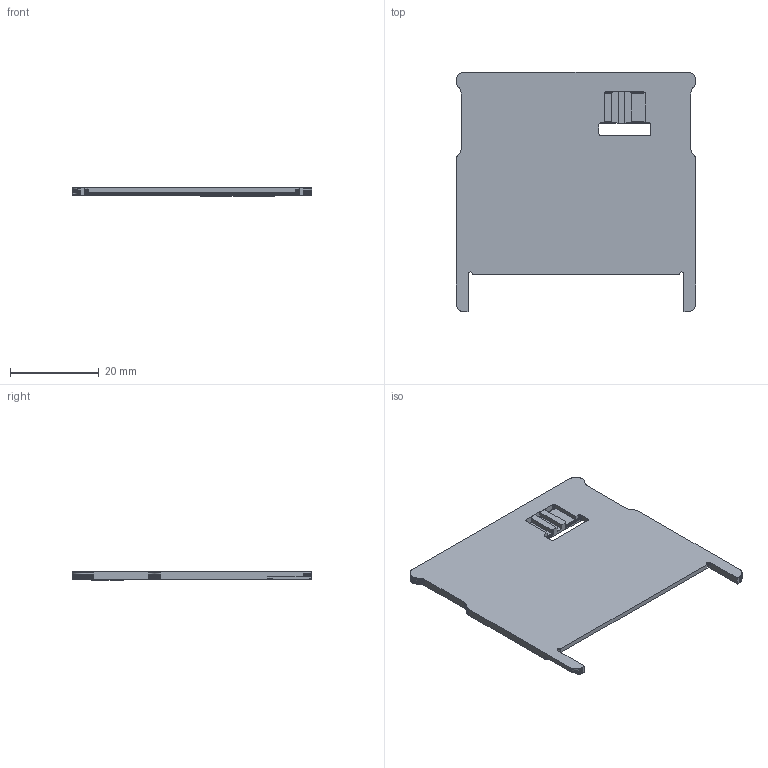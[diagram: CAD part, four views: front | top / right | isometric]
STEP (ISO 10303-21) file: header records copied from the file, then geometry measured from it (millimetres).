
FILE_DESCRIPTION(('FreeCAD Model'),'2;1');
FILE_NAME('Open CASCADE Shape Model','2025-04-19T05:52:19',(''),(''), 'Open CASCADE STEP processor 7.8','FreeCAD','Unknown');
FILE_SCHEMA(('AP242_MANAGED_MODEL_BASED_3D_ENGINEERING_MIM_LF. {1 0 10303 442 1 1 4 }'));
Products named in the file (1): WP_2_IC_Card_Cover_MRAM_bank_slider_kicad002
Bounding box: 54 x 54 x 1.85 mm (x, y, z)
Surface area: 5633.3 mm2 (no closed solid volume)
Topology: 0 solids, 2 shells, 2837 faces, 4839 edges, 2008 vertices
Faces by surface type: plane 2837
Entity records: 60633 total; most frequent: DIRECTION 10515, CARTESIAN_POINT 9685, ORIENTED_EDGE 9678, EDGE_CURVE 4839, LINE 4839, VECTOR 4839, FACE_BOUND 2841, EDGE_LOOP 2841
